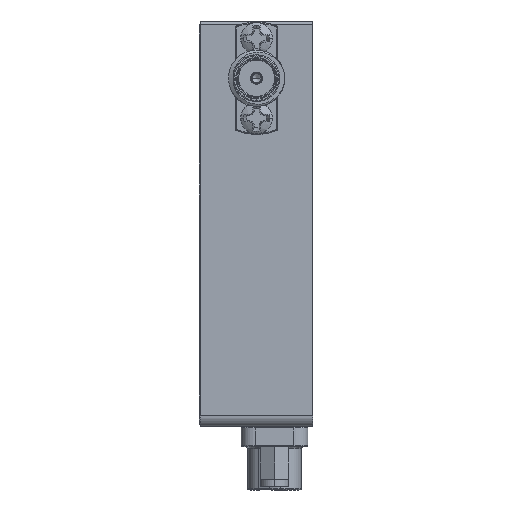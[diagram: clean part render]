
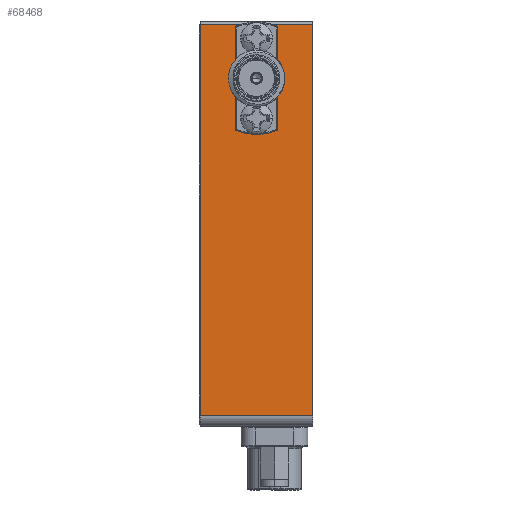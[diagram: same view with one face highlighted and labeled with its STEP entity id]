
A CAD part, left-side view. The second image highlights one B-rep face of the part: STEP entity #68468.
In plain terms, the highlighted planar face has unit normal (-1, 0, 0).
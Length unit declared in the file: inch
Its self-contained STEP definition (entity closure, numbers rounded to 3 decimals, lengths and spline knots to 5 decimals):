
#1156 = DIRECTION ( 'NONE',  ( 1., 0., 0. ) ) ;
#1424 = CARTESIAN_POINT ( 'NONE',  ( 0., -0.25, -0.25 ) ) ;
#2540 = ORIENTED_EDGE ( 'NONE', *, *, #77379, .F. ) ;
#3263 = AXIS2_PLACEMENT_3D ( 'NONE', #31871, #58482, #80006 ) ;
#13653 = ORIENTED_EDGE ( 'NONE', *, *, #53669, .T. ) ;
#14959 = DIRECTION ( 'NONE',  ( -1., 0., 0. ) ) ;
#17634 = EDGE_CURVE ( 'NONE', #75916, #40033, #34420, .T. ) ;
#18677 = EDGE_LOOP ( 'NONE', ( #36490, #59297, #45854, #13653 ) ) ;
#22314 = PLANE ( 'NONE',  #68884 ) ;
#27689 = CARTESIAN_POINT ( 'NONE',  ( 0., -0.5, -0.01 ) ) ;
#29072 = CIRCLE ( 'NONE', #3263, 0.006 ) ;
#31366 = VECTOR ( 'NONE', #68999, 39.37008 ) ;
#31871 = CARTESIAN_POINT ( 'NONE',  ( 0., -0.25, -0.25 ) ) ;
#32344 = CIRCLE ( 'NONE', #86910, 0.006 ) ;
#32944 = CARTESIAN_POINT ( 'NONE',  ( 0., 0., -1.75 ) ) ;
#34420 = LINE ( 'NONE', #27689, #31366 ) ;
#35132 = DIRECTION ( 'NONE',  ( 0., 0., 1. ) ) ;
#35637 = DIRECTION ( 'NONE',  ( 0., 1., 0. ) ) ;
#36490 = ORIENTED_EDGE ( 'NONE', *, *, #86594, .T. ) ;
#38397 = CARTESIAN_POINT ( 'NONE',  ( 0., -0.5, -0.01 ) ) ;
#40033 = VERTEX_POINT ( 'NONE', #86425 ) ;
#43585 = EDGE_CURVE ( 'NONE', #40033, #47987, #76587, .T. ) ;
#45854 = ORIENTED_EDGE ( 'NONE', *, *, #17634, .F. ) ;
#47198 = EDGE_LOOP ( 'NONE', ( #66332, #2540 ) ) ;
#47987 = VERTEX_POINT ( 'NONE', #32944 ) ;
#49233 = VERTEX_POINT ( 'NONE', #60728 ) ;
#49641 = CARTESIAN_POINT ( 'NONE',  ( 0., 0., -0.01 ) ) ;
#49734 = DIRECTION ( 'NONE',  ( 0., 0., -1. ) ) ;
#50288 = DIRECTION ( 'NONE',  ( 0., 0., -1. ) ) ;
#53490 = VECTOR ( 'NONE', #35637, 39.37008 ) ;
#53669 = EDGE_CURVE ( 'NONE', #75916, #75190, #64725, .T. ) ;
#58482 = DIRECTION ( 'NONE',  ( -1., 0., 0. ) ) ;
#58508 = DIRECTION ( 'NONE',  ( 0., 1., 0. ) ) ;
#59297 = ORIENTED_EDGE ( 'NONE', *, *, #43585, .F. ) ;
#60728 = CARTESIAN_POINT ( 'NONE',  ( 0., -0.25, -0.256 ) ) ;
#62728 = FACE_OUTER_BOUND ( 'NONE', #18677, .T. ) ;
#64056 = CARTESIAN_POINT ( 'NONE',  ( 0., -0.5, -0.01 ) ) ;
#64489 = EDGE_CURVE ( 'NONE', #66241, #49233, #32344, .T. ) ;
#64725 = LINE ( 'NONE', #72417, #88156 ) ;
#66241 = VERTEX_POINT ( 'NONE', #82578 ) ;
#66332 = ORIENTED_EDGE ( 'NONE', *, *, #64489, .F. ) ;
#68468 = ADVANCED_FACE ( 'NONE', ( #70386, #62728 ), #22314, .F. ) ;
#68884 = AXIS2_PLACEMENT_3D ( 'NONE', #64056, #1156, #49734 ) ;
#68999 = DIRECTION ( 'NONE',  ( 0., 0., -1. ) ) ;
#69807 = CARTESIAN_POINT ( 'NONE',  ( 0., -0.5, -1.75 ) ) ;
#70055 = CARTESIAN_POINT ( 'NONE',  ( 0., 0., -0.01 ) ) ;
#70386 = FACE_BOUND ( 'NONE', #47198, .T. ) ;
#70948 = LINE ( 'NONE', #70055, #75478 ) ;
#72417 = CARTESIAN_POINT ( 'NONE',  ( 0., -0.5, -0.01 ) ) ;
#75190 = VERTEX_POINT ( 'NONE', #49641 ) ;
#75478 = VECTOR ( 'NONE', #50288, 39.37008 ) ;
#75916 = VERTEX_POINT ( 'NONE', #38397 ) ;
#76587 = LINE ( 'NONE', #69807, #53490 ) ;
#77379 = EDGE_CURVE ( 'NONE', #49233, #66241, #29072, .T. ) ;
#80006 = DIRECTION ( 'NONE',  ( 0., 0., 1. ) ) ;
#82578 = CARTESIAN_POINT ( 'NONE',  ( 0., -0.25, -0.244 ) ) ;
#86425 = CARTESIAN_POINT ( 'NONE',  ( 0., -0.5, -1.75 ) ) ;
#86594 = EDGE_CURVE ( 'NONE', #75190, #47987, #70948, .T. ) ;
#86910 = AXIS2_PLACEMENT_3D ( 'NONE', #1424, #14959, #35132 ) ;
#88156 = VECTOR ( 'NONE', #58508, 39.37008 ) ;
